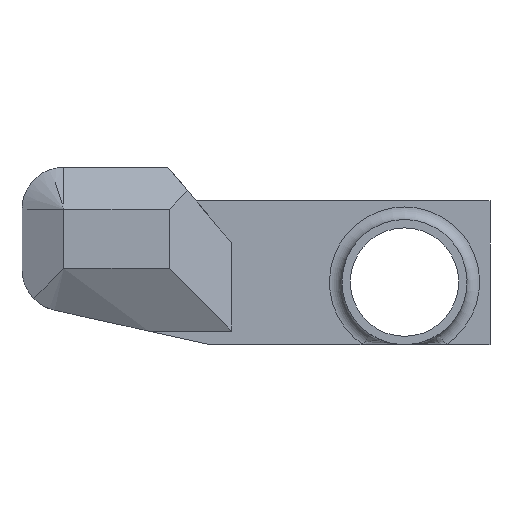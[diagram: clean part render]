
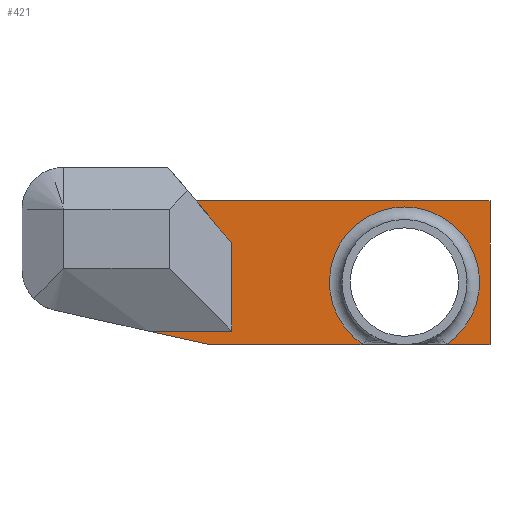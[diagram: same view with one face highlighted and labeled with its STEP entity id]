
A CAD part, left-side view. The second image highlights one B-rep face of the part: STEP entity #421.
In plain terms, the highlighted planar face has unit normal (-1, 0, 0).
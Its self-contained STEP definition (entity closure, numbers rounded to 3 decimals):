
#20=PLANE('',#463);
#45=LINE('',#714,#91);
#46=LINE('',#716,#92);
#47=LINE('',#718,#93);
#48=LINE('',#720,#94);
#49=LINE('',#722,#95);
#50=LINE('',#724,#96);
#51=LINE('',#726,#97);
#52=LINE('',#727,#98);
#91=VECTOR('',#511,10.);
#92=VECTOR('',#512,10.);
#93=VECTOR('',#513,10.);
#94=VECTOR('',#514,10.);
#95=VECTOR('',#515,10.);
#96=VECTOR('',#516,10.);
#97=VECTOR('',#517,10.);
#98=VECTOR('',#518,10.);
#141=FACE_OUTER_BOUND('',#166,.T.);
#166=EDGE_LOOP('',(#309,#310,#311,#312,#313,#314,#315,#316,#317));
#192=CIRCLE('',#460,3.6);
#199=VERTEX_POINT('',#611);
#202=VERTEX_POINT('',#616);
#204=VERTEX_POINT('',#713);
#205=VERTEX_POINT('',#715);
#206=VERTEX_POINT('',#717);
#207=VERTEX_POINT('',#719);
#208=VERTEX_POINT('',#721);
#209=VERTEX_POINT('',#723);
#210=VERTEX_POINT('',#725);
#239=EDGE_CURVE('',#202,#199,#192,.T.);
#245=EDGE_CURVE('',#202,#204,#45,.T.);
#246=EDGE_CURVE('',#204,#205,#46,.T.);
#247=EDGE_CURVE('',#205,#206,#47,.T.);
#248=EDGE_CURVE('',#207,#206,#48,.F.);
#249=EDGE_CURVE('',#208,#207,#49,.T.);
#250=EDGE_CURVE('',#209,#208,#50,.F.);
#251=EDGE_CURVE('',#210,#209,#51,.T.);
#252=EDGE_CURVE('',#210,#199,#52,.T.);
#309=ORIENTED_EDGE('',*,*,#239,.F.);
#310=ORIENTED_EDGE('',*,*,#245,.T.);
#311=ORIENTED_EDGE('',*,*,#246,.T.);
#312=ORIENTED_EDGE('',*,*,#247,.T.);
#313=ORIENTED_EDGE('',*,*,#248,.F.);
#314=ORIENTED_EDGE('',*,*,#249,.F.);
#315=ORIENTED_EDGE('',*,*,#250,.F.);
#316=ORIENTED_EDGE('',*,*,#251,.F.);
#317=ORIENTED_EDGE('',*,*,#252,.T.);
#421=ADVANCED_FACE('',(#141),#20,.T.);
#460=AXIS2_PLACEMENT_3D('',#618,#501,#502);
#463=AXIS2_PLACEMENT_3D('',#712,#509,#510);
#501=DIRECTION('center_axis',(-1.,0.,0.));
#502=DIRECTION('ref_axis',(0.,0.,1.));
#509=DIRECTION('center_axis',(-1.,0.,0.));
#510=DIRECTION('ref_axis',(0.,-1.,0.));
#511=DIRECTION('',(0.,-1.,0.));
#512=DIRECTION('',(0.,0.,1.));
#513=DIRECTION('',(0.,1.,0.));
#514=DIRECTION('',(0.,-0.643,-0.766));
#515=DIRECTION('',(0.,0.,1.));
#516=DIRECTION('',(0.,1.,0.));
#517=DIRECTION('',(0.,0.976,0.217));
#518=DIRECTION('',(0.,-1.,0.));
#611=CARTESIAN_POINT('',(-6.,-395.01,-2.5));
#616=CARTESIAN_POINT('',(-6.,-398.99,-2.5));
#618=CARTESIAN_POINT('Origin',(-6.,-397.,0.5));
#712=CARTESIAN_POINT('Origin',(-6.,0.,0.));
#713=CARTESIAN_POINT('',(-6.,-401.1,-2.5));
#714=CARTESIAN_POINT('',(-6.,-189.329,-2.5));
#715=CARTESIAN_POINT('',(-6.,-401.1,4.4));
#716=CARTESIAN_POINT('',(-6.,-401.1,-1.25));
#717=CARTESIAN_POINT('',(-6.,-387.,4.4));
#718=CARTESIAN_POINT('',(-6.,-200.55,4.4));
#719=CARTESIAN_POINT('',(-6.,-388.724,2.346));
#720=CARTESIAN_POINT('',(-6.,-307.462,99.189));
#721=CARTESIAN_POINT('',(-6.,-388.724,-1.848));
#722=CARTESIAN_POINT('',(-6.,-388.724,-1.109));
#723=CARTESIAN_POINT('',(-6.,-384.724,-1.848));
#724=CARTESIAN_POINT('',(-6.,-194.612,-1.848));
#725=CARTESIAN_POINT('',(-6.,-387.657,-2.5));
#726=CARTESIAN_POINT('',(-6.,-202.685,38.605));
#727=CARTESIAN_POINT('',(-6.,-189.329,-2.5));
